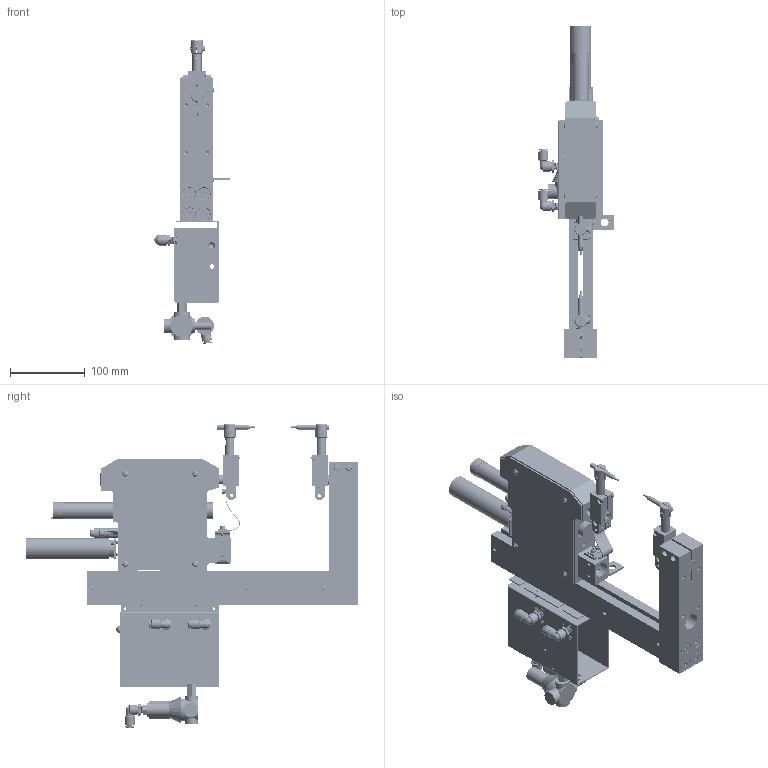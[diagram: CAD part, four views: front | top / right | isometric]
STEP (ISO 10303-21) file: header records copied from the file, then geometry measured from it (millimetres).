
FILE_DESCRIPTION (( 'STEP AP214' ), '1' );
FILE_NAME ('84A EZ Assembly.STEP', '2015-08-06T15:18:08', ( 'user' ), ( '' ), 'SwSTEP 2.0', 'SolidWorks 2012', '' );
FILE_SCHEMA (( 'AUTOMOTIVE_DESIGN' ));
Length unit declared in the file: inch
Products named in the file (11): 4-01962-02 Electrode; 4-32747-01 Weld Flexure; 84A Body; 84A Upper Electrode Holder; 84A Bar Electrode Holder; 84A Lower Electrode Holder; 4-32776-01 Post 40LB Offset; EZ Air Single; 84A Horizontal L-Stand; 84A Vertical L-Stand; 84A EZ Assembly
Assembly tree (12 placements, depth 2):
  84A EZ Assembly
    84A Vertical L-Stand
    84A Horizontal L-Stand
    EZ Air Single
    4-32776-01 Post 40LB Offset
    84A Lower Electrode Holder
    84A Bar Electrode Holder  x2
    84A Upper Electrode Holder
    84A Body
    4-32747-01 Weld Flexure
    4-01962-02 Electrode  x2
Bounding box: 100.26 x 443.09 x 405.52 mm (x, y, z)
Volume: 1540790.6 mm3; surface area: 551832.8 mm2
Topology: 67 solids, 83 shells, 1647 faces, 3715 edges, 2316 vertices
Faces by surface type: plane 707, cylinder 444, cone 374, bspline 92, sphere 16, torus 14
Full cylindrical faces by diameter (mm): 1.524 x2, 2.261 x2, 2.362 x2, 3.175 x11, 3.454 x14, 3.683 x4, 3.734 x1, 4 x1, 4.039 x12, 4.166 x2, 4.216 x9, 4.394 x2, 4.75 x6, 4.775 x10, 5.105 x12, 5.156 x2, 5.613 x2, 6.304 x2, 6.35 x27, 6.37 x1, 6.426 x6, 6.528 x4, 6.756 x2, 6.858 x6, 7.036 x1, 7.061 x2, 7.112 x5, 7.35 x3, 7.544 x1, 7.925 x16
Entity records: 133375 total; most frequent: CARTESIAN_POINT 83493, DIRECTION 5989, ORIENTED_EDGE 5456, EDGE_CURVE 2759, AXIS2_PLACEMENT_3D 2438, EDGE_LOOP 2188, VERTEX_POINT 1888, FACE_OUTER_BOUND 1752
